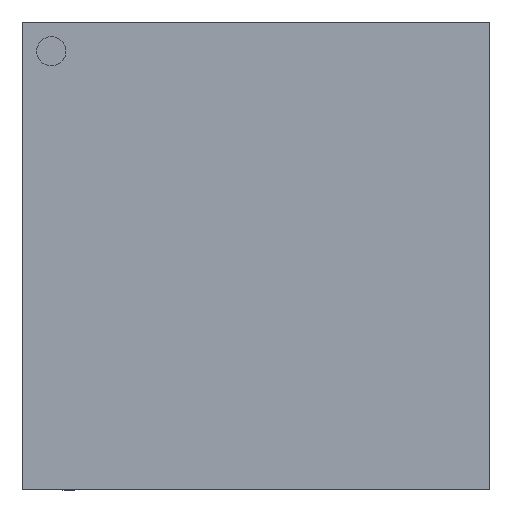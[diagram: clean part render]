
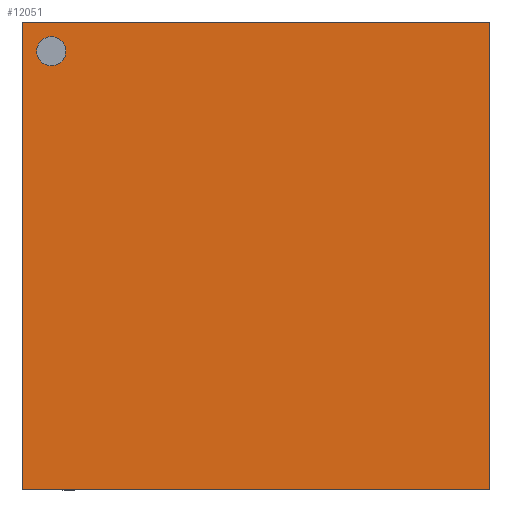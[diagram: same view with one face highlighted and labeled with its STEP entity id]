
A CAD part, top view. The second image highlights one B-rep face of the part: STEP entity #12051.
In plain terms, the highlighted planar face has unit normal (0, 0, 1).
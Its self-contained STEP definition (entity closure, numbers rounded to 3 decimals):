
#16=FACE_BOUND('',#1938,.T.);
#363=CIRCLE('',#12760,0.25);
#1239=FACE_OUTER_BOUND('',#1937,.T.);
#1937=EDGE_LOOP('',(#10700,#10701,#10702,#10703));
#1938=EDGE_LOOP('',(#10704));
#3298=LINE('',#19778,#4682);
#3300=LINE('',#19782,#4684);
#3302=LINE('',#19786,#4686);
#3304=LINE('',#19789,#4688);
#4682=VECTOR('',#16309,8.);
#4684=VECTOR('',#16313,8.);
#4686=VECTOR('',#16317,8.);
#4688=VECTOR('',#16321,8.);
#5546=VERTEX_POINT('',#18747);
#5803=VERTEX_POINT('',#19775);
#5804=VERTEX_POINT('',#19777);
#5805=VERTEX_POINT('',#19781);
#5806=VERTEX_POINT('',#19785);
#6926=EDGE_CURVE('',#5546,#5546,#363,.T.);
#7440=EDGE_CURVE('',#5803,#5804,#3298,.T.);
#7442=EDGE_CURVE('',#5804,#5805,#3300,.T.);
#7444=EDGE_CURVE('',#5805,#5806,#3302,.T.);
#7446=EDGE_CURVE('',#5806,#5803,#3304,.T.);
#10700=ORIENTED_EDGE('',*,*,#7440,.F.);
#10701=ORIENTED_EDGE('',*,*,#7446,.F.);
#10702=ORIENTED_EDGE('',*,*,#7444,.F.);
#10703=ORIENTED_EDGE('',*,*,#7442,.F.);
#10704=ORIENTED_EDGE('',*,*,#6926,.T.);
#11359=PLANE('',#13086);
#12051=ADVANCED_FACE('',(#1239,#16),#11359,.T.);
#12760=AXIS2_PLACEMENT_3D('',#18748,#15214,#15215);
#13086=AXIS2_PLACEMENT_3D('',#19790,#16322,#16323);
#15214=DIRECTION('center_axis',(0.,0.,
-1.));
#15215=DIRECTION('ref_axis',(1.,0.,0.));
#16309=DIRECTION('',(0.,-1.,0.));
#16313=DIRECTION('',(-1.,0.,0.));
#16317=DIRECTION('',(0.,1.,0.));
#16321=DIRECTION('',(1.,0.,0.));
#16322=DIRECTION('center_axis',(0.,0.,
1.));
#16323=DIRECTION('ref_axis',(1.,0.,0.));
#18747=CARTESIAN_POINT('',(-3.25,3.5,0.8));
#18748=CARTESIAN_POINT('Origin',(-3.5,3.5,0.8));
#19775=CARTESIAN_POINT('',(4.,4.,0.8));
#19777=CARTESIAN_POINT('',(4.,-4.,0.8));
#19778=CARTESIAN_POINT('',(4.,4.,0.8));
#19781=CARTESIAN_POINT('',(-4.,-4.,0.8));
#19782=CARTESIAN_POINT('',(4.,-4.,0.8));
#19785=CARTESIAN_POINT('',(-4.,4.,0.8));
#19786=CARTESIAN_POINT('',(-4.,-4.,0.8));
#19789=CARTESIAN_POINT('',(-4.,4.,0.8));
#19790=CARTESIAN_POINT('Origin',(0.,0.,
0.8));
